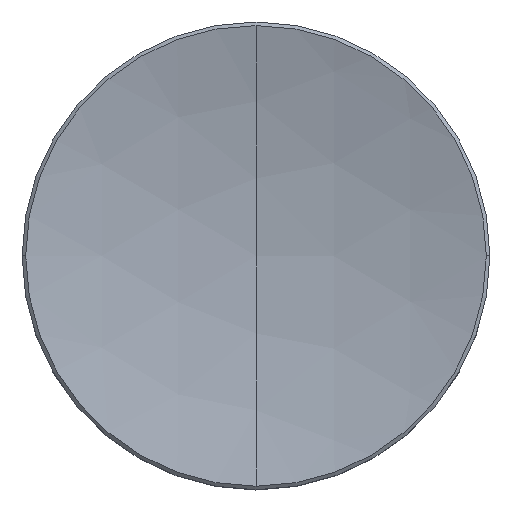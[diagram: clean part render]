
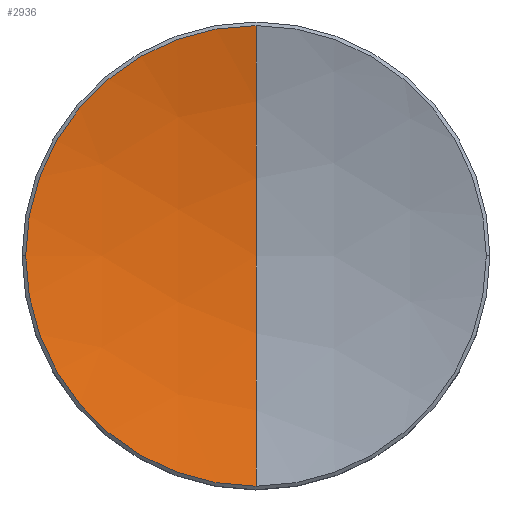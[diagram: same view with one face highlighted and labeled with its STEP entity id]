
A CAD part, top view. The second image highlights one B-rep face of the part: STEP entity #2936.
In plain terms, the highlighted spherical face has radius 50 mm.
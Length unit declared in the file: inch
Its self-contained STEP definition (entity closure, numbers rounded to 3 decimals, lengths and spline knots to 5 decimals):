
#2712 = ORIENTED_EDGE ( 'NONE', *, *, #2734, .F. ) ;
#2734 = EDGE_CURVE ( 'NONE', #2899, #2999, #8198, .T. ) ;
#2898 = VERTEX_POINT ( 'NONE', #8838 ) ;
#2899 = VERTEX_POINT ( 'NONE', #8837 ) ;
#2900 = ORIENTED_EDGE ( 'NONE', *, *, #2952, .T. ) ;
#2935 = ORIENTED_EDGE ( 'NONE', *, *, #2949, .T. ) ;
#2936 = ADVANCED_FACE ( 'NONE', ( #8958 ), #8906, .F. ) ;
#2949 = EDGE_CURVE ( 'NONE', #3001, #2999, #8977, .T. ) ;
#2952 = EDGE_CURVE ( 'NONE', #2899, #2898, #9038, .T. ) ;
#2954 = EDGE_LOOP ( 'NONE', ( #2900, #2959, #2935, #2712 ) ) ;
#2959 = ORIENTED_EDGE ( 'NONE', *, *, #3000, .T. ) ;
#2999 = VERTEX_POINT ( 'NONE', #9194 ) ;
#3000 = EDGE_CURVE ( 'NONE', #2898, #3001, #9205, .T. ) ;
#3001 = VERTEX_POINT ( 'NONE', #9136 ) ;
#8198 = CIRCLE ( 'NONE', #8293, 1.9685 ) ;
#8285 = DIRECTION ( 'NONE',  ( 0., 0., 1. ) ) ;
#8286 = DIRECTION ( 'NONE',  ( -1., 0., 0. ) ) ;
#8287 = CARTESIAN_POINT ( 'NONE',  ( 0., 0., 2.08661 ) ) ;
#8293 = AXIS2_PLACEMENT_3D ( 'NONE', #8287, #8286, #8285 ) ;
#8837 = CARTESIAN_POINT ( 'NONE',  ( 0., 0.49237, 0.18068 ) ) ;
#8838 = CARTESIAN_POINT ( 'NONE',  ( -0.49237, 0., 0.18068 ) ) ;
#8906 = SPHERICAL_SURFACE ( 'NONE', #8946, 1.9685 ) ;
#8946 = AXIS2_PLACEMENT_3D ( 'NONE', #8985, #8984, #8982 ) ;
#8958 = FACE_OUTER_BOUND ( 'NONE', #2954, .T. ) ;
#8977 = CIRCLE ( 'NONE', #9004, 1.9685 ) ;
#8982 = DIRECTION ( 'NONE',  ( 0., 1., 0. ) ) ;
#8984 = DIRECTION ( 'NONE',  ( 1., 0., 0. ) ) ;
#8985 = CARTESIAN_POINT ( 'NONE',  ( 0., 0., 2.08661 ) ) ;
#8997 = DIRECTION ( 'NONE',  ( 0., 1., 0. ) ) ;
#8998 = DIRECTION ( 'NONE',  ( 1., 0., 0. ) ) ;
#8999 = CARTESIAN_POINT ( 'NONE',  ( 0., 0., 2.08661 ) ) ;
#9004 = AXIS2_PLACEMENT_3D ( 'NONE', #8999, #8998, #8997 ) ;
#9022 = DIRECTION ( 'NONE',  ( 1., 0., 0. ) ) ;
#9023 = DIRECTION ( 'NONE',  ( 0., 0., 1. ) ) ;
#9033 = CARTESIAN_POINT ( 'NONE',  ( 0., 0., 0.18068 ) ) ;
#9038 = CIRCLE ( 'NONE', #9040, 0.49237 ) ;
#9040 = AXIS2_PLACEMENT_3D ( 'NONE', #9033, #9023, #9022 ) ;
#9136 = CARTESIAN_POINT ( 'NONE',  ( 0., -0.49237, 0.18068 ) ) ;
#9194 = CARTESIAN_POINT ( 'NONE',  ( 0., 0., 0.11811 ) ) ;
#9195 = AXIS2_PLACEMENT_3D ( 'NONE', #9222, #9221, #9220 ) ;
#9205 = CIRCLE ( 'NONE', #9195, 0.49237 ) ;
#9220 = DIRECTION ( 'NONE',  ( 1., 0., 0. ) ) ;
#9221 = DIRECTION ( 'NONE',  ( 0., 0., 1. ) ) ;
#9222 = CARTESIAN_POINT ( 'NONE',  ( 0., 0., 0.18068 ) ) ;
